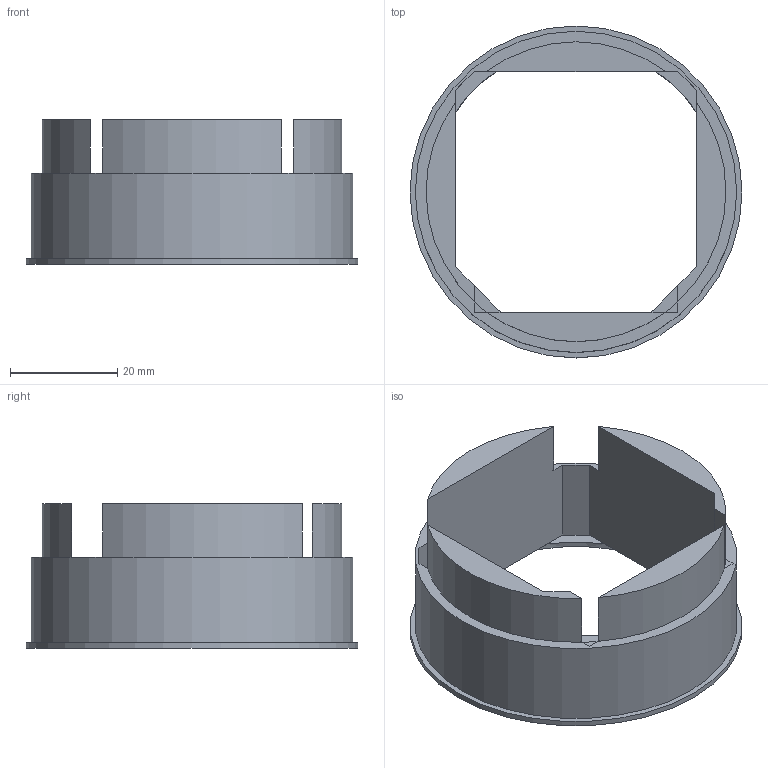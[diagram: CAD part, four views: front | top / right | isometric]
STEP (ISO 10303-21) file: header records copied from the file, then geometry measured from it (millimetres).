
FILE_DESCRIPTION(('FreeCAD Model'),'2;1');
FILE_NAME('Open CASCADE Shape Model','2025-01-20T14:32:57',(''),(''), 'Open CASCADE STEP processor 7.6','FreeCAD','Unknown');
FILE_SCHEMA(('AUTOMOTIVE_DESIGN { 1 0 10303 214 1 1 1 1 }'));
Length unit declared in the file: millimetre
Products named in the file (1): Тіло012
Bounding box: 62 x 62 x 27 mm (x, y, z)
Volume: 20122.6 mm3; surface area: 11240.8 mm2
Topology: 1 solids, 1 shells, 36 faces, 85 edges, 52 vertices
Faces by surface type: plane 28, cylinder 8
Full cylindrical faces by diameter (mm): 54 x1, 60 x1, 62 x1
Entity records: 1047 total; most frequent: DIRECTION 181, CARTESIAN_POINT 174, ORIENTED_EDGE 170, EDGE_CURVE 85, LINE 63, VECTOR 63, AXIS2_PLACEMENT_3D 59, VERTEX_POINT 52
